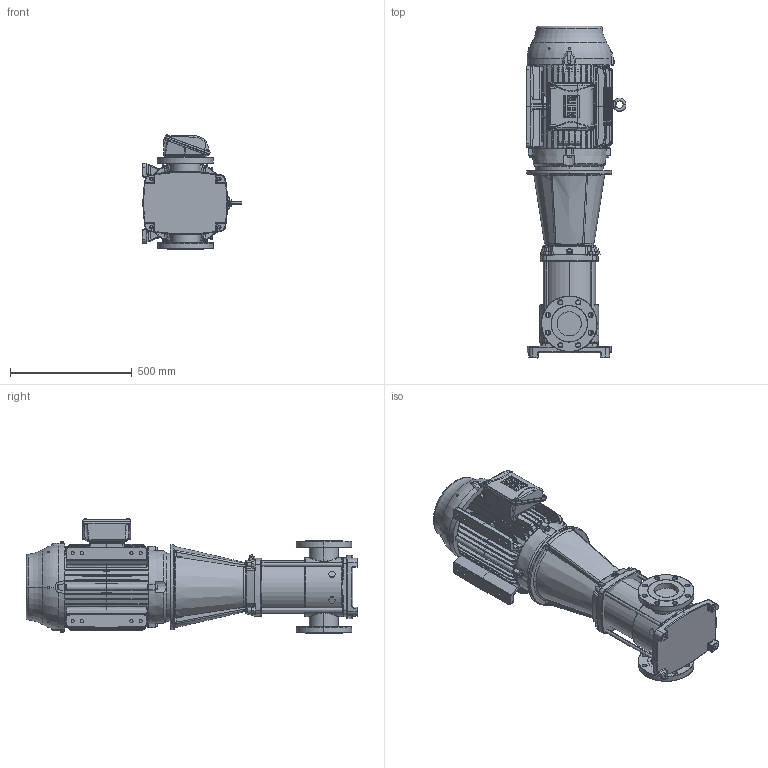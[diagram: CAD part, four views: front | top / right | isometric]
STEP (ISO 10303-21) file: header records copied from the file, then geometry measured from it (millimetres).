
FILE_DESCRIPTION (( 'STEP AP203' ), '1' );
FILE_NAME ('3350147 - MVI-450-2_1-30 HP-286TSC-304-E-575~3.step', '2022-03-31T15:29:45', ( '' ), ( '' ), 'SwSTEP 2.0', 'SolidWorks 2021', '' );
FILE_SCHEMA (( 'CONFIG_CONTROL_DESIGN' ));
Length unit declared in the file: inch
Products named in the file (5): SBI(N)90-2-1; 2700107 - NEMA V2 30 HP 284_6TSC 575~3 TEFC W; 3350147 - MVI-450-2_1-30 HP-286TSC-304-E-575~3; TEFC MOTOR_2700107 - NEMA V2 30 HP 284_6TSC 575~3 TEFC W; MVI PEO - [304-EPDM]_3304147 - MVI-450-2_1-30 HP-286TSC-304-E-S
Assembly tree (4 placements, depth 3):
  3350147 - MVI-450-2_1-30 HP-286TSC-304-E-575~3
    MVI PEO - [304-EPDM]_3304147 - MVI-450-2_1-30 HP-286TSC-304-E-S
      SBI(N)90-2-1
    TEFC MOTOR_2700107 - NEMA V2 30 HP 284_6TSC 575~3 TEFC W
      2700107 - NEMA V2 30 HP 284_6TSC 575~3 TEFC W
Bounding box: 410.8 x 1363.8 x 471.26 mm (x, y, z)
Volume: 90420799.2 mm3; surface area: 3678625 mm2
Topology: 26 solids, 35 shells, 3356 faces, 8503 edges, 5294 vertices
Faces by surface type: bspline 1020, plane 1005, cylinder 1004, cone 256, torus 53, sphere 18
Entity records: 169698 total; most frequent: CARTESIAN_POINT 97837, ORIENTED_EDGE 16924, DIRECTION 12397, EDGE_CURVE 8462, VERTEX_POINT 5291, AXIS2_PLACEMENT_3D 4917, EDGE_LOOP 3545, ADVANCED_FACE 3356
